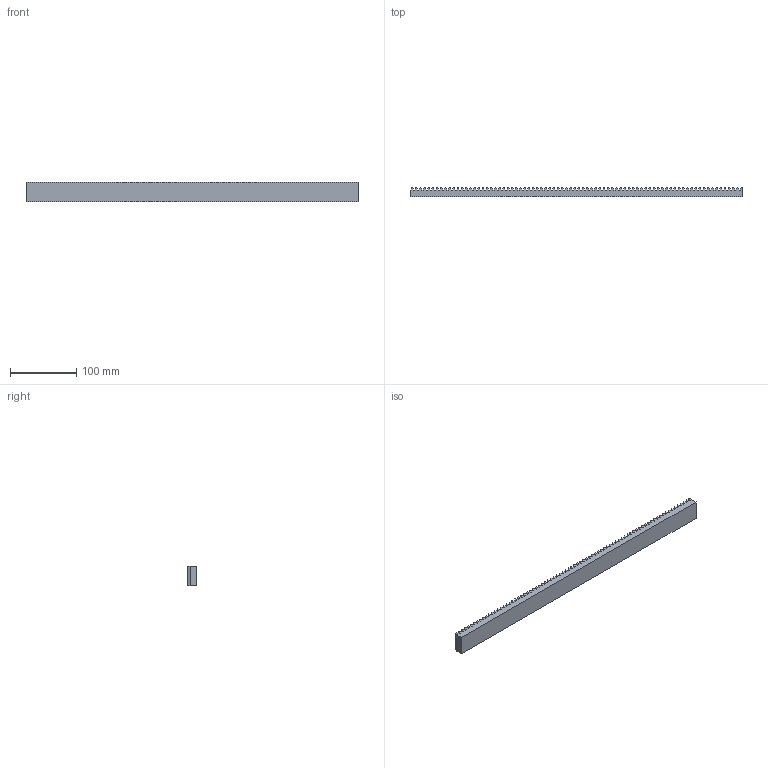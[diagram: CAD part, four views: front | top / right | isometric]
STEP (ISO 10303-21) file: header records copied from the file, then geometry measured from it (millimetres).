
FILE_DESCRIPTION (( 'STEP AP203' ), '1' );
FILE_NAME ('Rack gear_Default_sldprt.STEP', '2022-10-20T08:32:01', ( '' ), ( '' ), 'SwSTEP 2.0', 'SolidWorks 2021', '' );
FILE_SCHEMA (( 'CONFIG_CONTROL_DESIGN' ));
Length unit declared in the file: millimetre
Products named in the file (1): Rack gear_Default_sldprt
Bounding box: 500 x 14 x 30 mm (x, y, z)
Volume: 173921.5 mm3; surface area: 57329.7 mm2
Topology: 1 solids, 1 shells, 324 faces, 966 edges, 644 vertices
Faces by surface type: plane 324
Entity records: 10727 total; most frequent: CARTESIAN_POINT 1935, ORIENTED_EDGE 1932, DIRECTION 1616, EDGE_CURVE 966, VECTOR 966, LINE 966, VERTEX_POINT 644, AXIS2_PLACEMENT_3D 325
